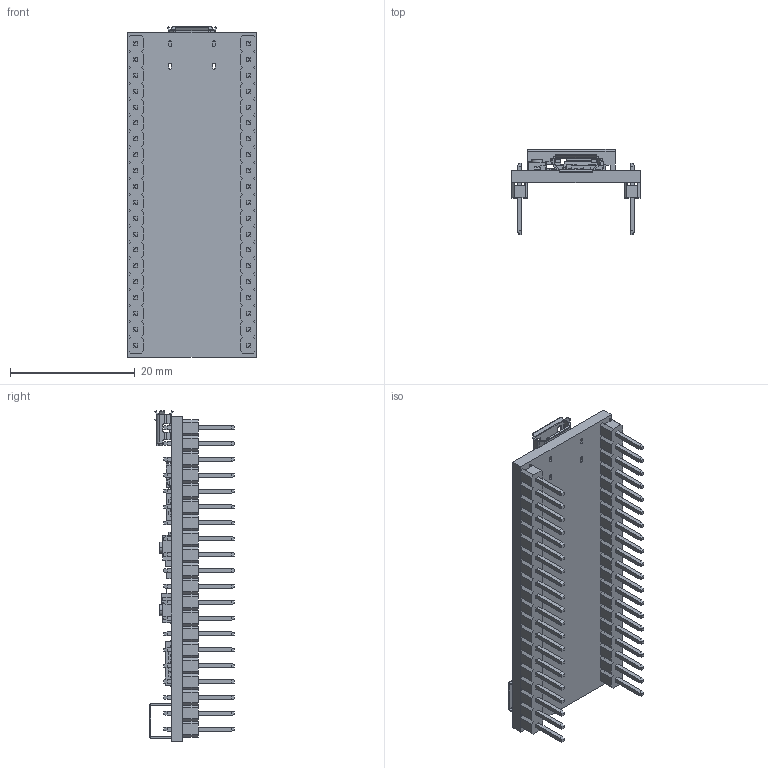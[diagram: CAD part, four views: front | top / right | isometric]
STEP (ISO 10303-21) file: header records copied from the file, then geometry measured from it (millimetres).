
FILE_DESCRIPTION (( 'STEP AP214' ), '1' );
FILE_NAME ('ESP32-PICO-KIT.STEP', '2020-05-29T05:42:48', ( '' ), ( '' ), 'SwSTEP 2.0', 'SolidWorks 2018', '' );
FILE_SCHEMA (( 'AUTOMOTIVE_DESIGN' ));
Length unit declared in the file: millimetre
Products named in the file (17): Micro USB Shell, ESP32-PICO-KIT; 2.54 mm Male Header Dupont Pins, 1x20, ESP32-PICO-KIT; SMD Capacitor, 1.2 mm long, .6 mm wide, ESP32-PICO-KIT_14 æF; SMD Capacitor, 1 mm long, .5 mm wide, ESP32-PICO-KIT_14 æF; J3Y NPN SMD Transistor S8050, ESP32-PICO-KIT; SMD Resistor, ESP32-PICO-KIT; Momentary Tactile Push Button, ESP32-PICO-KIT; Antenna, ESP32-PICO-KIT; SMD Component, ESP32-PICO-KIT; SMD LED, ESP32-PICO-KIT; AMS1117, 1A Low Dropout Voltage Regulator, ESP32-PICO-KIT; PCB, ESP32-PICO-KIT; CP2102-QFN28, ESP32-PICO-KIT; Z1 SMD Component, ESP32-PICO-KIT; SMD Capacitor, ESP32-PICO-KIT_14 潚; ESP32-PICO-KIT; ESP32-PICO-D4, ESP32-PICO-KIT
Assembly tree (38 placements, depth 2):
  ESP32-PICO-KIT
    PCB, ESP32-PICO-KIT
    CP2102-QFN28, ESP32-PICO-KIT
    ESP32-PICO-D4, ESP32-PICO-KIT
    Micro USB Shell, ESP32-PICO-KIT
    Momentary Tactile Push Button, ESP32-PICO-KIT  x2
    SMD Resistor, ESP32-PICO-KIT  x14
    SMD Capacitor, ESP32-PICO-KIT_14 潚  x2
    Antenna, ESP32-PICO-KIT
    SMD Capacitor, 1.2 mm long, .6 mm wide, ESP32-PICO-KIT_14 æF
    SMD Capacitor, 1 mm long, .5 mm wide, ESP32-PICO-KIT_14 æF  x4
    J3Y NPN SMD Transistor S8050, ESP32-PICO-KIT  x2
    SMD LED, ESP32-PICO-KIT
    AMS1117, 1A Low Dropout Voltage Regulator, ESP32-PICO-KIT
    SMD Component, ESP32-PICO-KIT  x3
    Z1 SMD Component, ESP32-PICO-KIT
    2.54 mm Male Header Dupont Pins, 1x20, ESP32-PICO-KIT  x2
Bounding box: 20.54 x 13.6 x 52.93 mm (x, y, z)
Volume: 2737.1 mm3; surface area: 6063.4 mm2
Topology: 121 solids, 121 shells, 2888 faces, 7308 edges, 4742 vertices
Faces by surface type: plane 2367, bspline 282, cylinder 229, torus 6, sphere 4
Entity records: 96021 total; most frequent: CARTESIAN_POINT 28732, ORIENTED_EDGE 10652, DIRECTION 8725, EDGE_CURVE 5326, VECTOR 4299, LINE 4299, VERTEX_POINT 3474, EDGE_LOOP 2230
